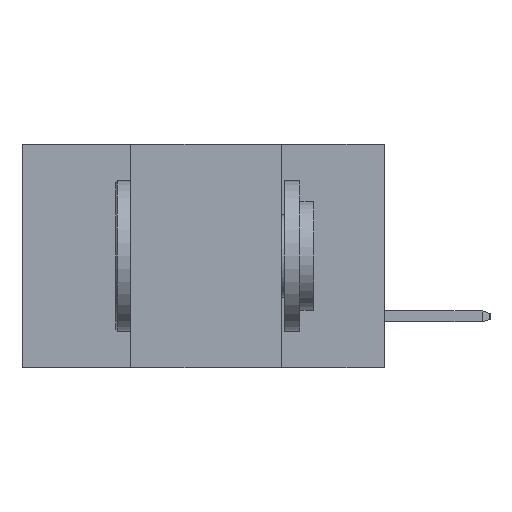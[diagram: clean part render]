
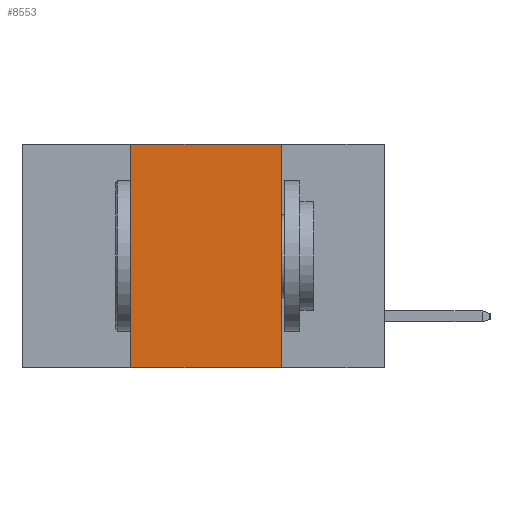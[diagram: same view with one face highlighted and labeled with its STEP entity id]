
A CAD part, left-side view. The second image highlights one B-rep face of the part: STEP entity #8553.
In plain terms, the highlighted planar face has unit normal (-1, 0, 0).
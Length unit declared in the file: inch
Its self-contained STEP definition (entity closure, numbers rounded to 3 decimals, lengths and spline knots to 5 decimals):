
#1323 = VERTEX_POINT ( 'NONE', #14640 ) ;
#1579 = EDGE_CURVE ( 'NONE', #1323, #12492, #7335, .T. ) ;
#1878 = VERTEX_POINT ( 'NONE', #11954 ) ;
#2013 = CARTESIAN_POINT ( 'NONE',  ( 0., 0.17, -0.37 ) ) ;
#3032 = CARTESIAN_POINT ( 'NONE',  ( 0., 0.42, 0. ) ) ;
#3745 = VERTEX_POINT ( 'NONE', #2013 ) ;
#5007 = DIRECTION ( 'NONE',  ( 0., 0., -1. ) ) ;
#5087 = CARTESIAN_POINT ( 'NONE',  ( 0., 0.6, 0. ) ) ;
#5220 = DIRECTION ( 'NONE',  ( 1., 0., 0. ) ) ;
#5279 = PLANE ( 'NONE',  #19597 ) ;
#5459 = CARTESIAN_POINT ( 'NONE',  ( 0., 0.6, 0. ) ) ;
#5667 = EDGE_LOOP ( 'NONE', ( #15523, #12569, #18098, #14987 ) ) ;
#6124 = VECTOR ( 'NONE', #17296, 39.37008 ) ;
#7253 = CARTESIAN_POINT ( 'NONE',  ( 0., 0.6, -0.37 ) ) ;
#7335 = LINE ( 'NONE', #5087, #16174 ) ;
#8553 = ADVANCED_FACE ( 'NONE', ( #12846 ), #5279, .F. ) ;
#8959 = VECTOR ( 'NONE', #22073, 39.37008 ) ;
#9097 = DIRECTION ( 'NONE',  ( 0., -1., 0. ) ) ;
#9852 = LINE ( 'NONE', #3032, #6124 ) ;
#10746 = DIRECTION ( 'NONE',  ( 0., -1., 0. ) ) ;
#11954 = CARTESIAN_POINT ( 'NONE',  ( 0., 0.42, -0.37 ) ) ;
#12492 = VERTEX_POINT ( 'NONE', #14480 ) ;
#12569 = ORIENTED_EDGE ( 'NONE', *, *, #1579, .F. ) ;
#12846 = FACE_OUTER_BOUND ( 'NONE', #5667, .T. ) ;
#14052 = LINE ( 'NONE', #7253, #18599 ) ;
#14480 = CARTESIAN_POINT ( 'NONE',  ( 0., 0.17, 0. ) ) ;
#14640 = CARTESIAN_POINT ( 'NONE',  ( 0., 0.42, 0. ) ) ;
#14987 = ORIENTED_EDGE ( 'NONE', *, *, #17356, .T. ) ;
#15523 = ORIENTED_EDGE ( 'NONE', *, *, #20712, .F. ) ;
#16174 = VECTOR ( 'NONE', #10746, 39.37008 ) ;
#17049 = CARTESIAN_POINT ( 'NONE',  ( 0., 0.17, 0. ) ) ;
#17296 = DIRECTION ( 'NONE',  ( 0., 0., 1. ) ) ;
#17356 = EDGE_CURVE ( 'NONE', #1878, #3745, #14052, .T. ) ;
#18098 = ORIENTED_EDGE ( 'NONE', *, *, #19599, .F. ) ;
#18599 = VECTOR ( 'NONE', #9097, 39.37008 ) ;
#19597 = AXIS2_PLACEMENT_3D ( 'NONE', #5459, #5220, #5007 ) ;
#19599 = EDGE_CURVE ( 'NONE', #1878, #1323, #9852, .T. ) ;
#20712 = EDGE_CURVE ( 'NONE', #12492, #3745, #22115, .T. ) ;
#22073 = DIRECTION ( 'NONE',  ( 0., 0., -1. ) ) ;
#22115 = LINE ( 'NONE', #17049, #8959 ) ;
